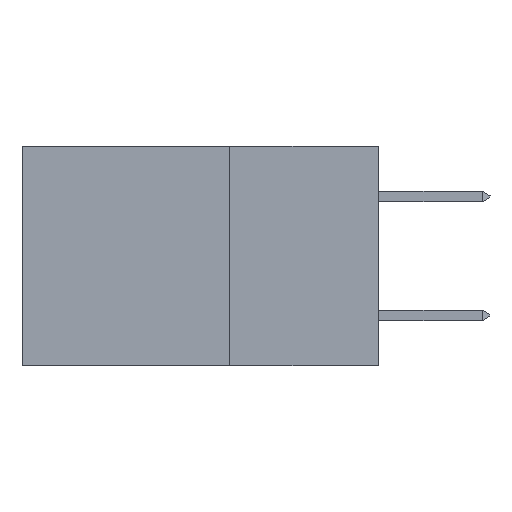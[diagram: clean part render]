
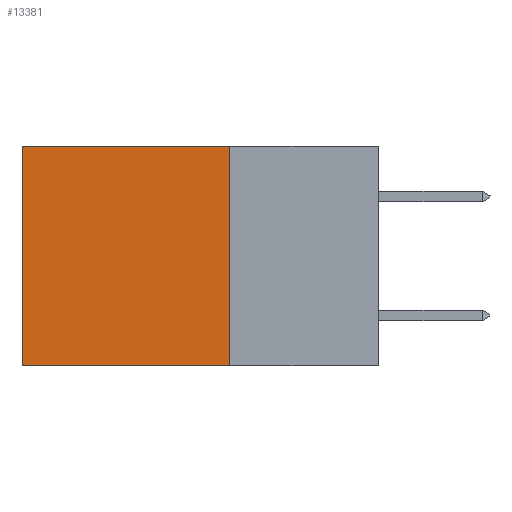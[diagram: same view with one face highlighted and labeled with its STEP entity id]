
A CAD part, left-side view. The second image highlights one B-rep face of the part: STEP entity #13381.
In plain terms, the highlighted planar face has unit normal (-1, 0, 0).
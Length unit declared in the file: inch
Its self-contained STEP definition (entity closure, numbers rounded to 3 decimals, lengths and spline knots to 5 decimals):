
#1828 = CARTESIAN_POINT ( 'NONE',  ( 0.2615, 0.25, 0. ) ) ;
#2669 = CARTESIAN_POINT ( 'NONE',  ( 0.2615, 0.25, -0.37 ) ) ;
#2838 = FACE_OUTER_BOUND ( 'NONE', #10186, .T. ) ;
#3296 = VECTOR ( 'NONE', #24533, 39.37008 ) ;
#5237 = DIRECTION ( 'NONE',  ( 0., 0., -1. ) ) ;
#5806 = DIRECTION ( 'NONE',  ( 0., 1., 0. ) ) ;
#6790 = VECTOR ( 'NONE', #5806, 39.37008 ) ;
#8025 = VERTEX_POINT ( 'NONE', #12089 ) ;
#8555 = LINE ( 'NONE', #2669, #20971 ) ;
#10186 = EDGE_LOOP ( 'NONE', ( #16559, #19435, #11603, #13237 ) ) ;
#10854 = CARTESIAN_POINT ( 'NONE',  ( 0.2615, 0.25, -0.37 ) ) ;
#11111 = CARTESIAN_POINT ( 'NONE',  ( 0.2615, 0.25, -0.37 ) ) ;
#11379 = EDGE_CURVE ( 'NONE', #8025, #13302, #18510, .T. ) ;
#11514 = VERTEX_POINT ( 'NONE', #1828 ) ;
#11603 = ORIENTED_EDGE ( 'NONE', *, *, #24327, .F. ) ;
#12089 = CARTESIAN_POINT ( 'NONE',  ( 0.2615, 0.6, 0. ) ) ;
#13237 = ORIENTED_EDGE ( 'NONE', *, *, #15211, .T. ) ;
#13302 = VERTEX_POINT ( 'NONE', #19505 ) ;
#13311 = LINE ( 'NONE', #20961, #6790 ) ;
#13381 = ADVANCED_FACE ( 'NONE', ( #2838 ), #14239, .F. ) ;
#14239 = PLANE ( 'NONE',  #19138 ) ;
#14621 = LINE ( 'NONE', #11111, #3296 ) ;
#14741 = CARTESIAN_POINT ( 'NONE',  ( 0.2615, 0.6, -0.37 ) ) ;
#15211 = EDGE_CURVE ( 'NONE', #11514, #8025, #13311, .T. ) ;
#16559 = ORIENTED_EDGE ( 'NONE', *, *, #11379, .T. ) ;
#17575 = DIRECTION ( 'NONE',  ( 0., 0., -1. ) ) ;
#18132 = DIRECTION ( 'NONE',  ( 0., 0., -1. ) ) ;
#18510 = LINE ( 'NONE', #14741, #21880 ) ;
#19138 = AXIS2_PLACEMENT_3D ( 'NONE', #10854, #21888, #18132 ) ;
#19435 = ORIENTED_EDGE ( 'NONE', *, *, #19579, .F. ) ;
#19505 = CARTESIAN_POINT ( 'NONE',  ( 0.2615, 0.6, -0.37 ) ) ;
#19579 = EDGE_CURVE ( 'NONE', #19823, #13302, #14621, .T. ) ;
#19823 = VERTEX_POINT ( 'NONE', #21382 ) ;
#20961 = CARTESIAN_POINT ( 'NONE',  ( 0.2615, 0.25, 0. ) ) ;
#20971 = VECTOR ( 'NONE', #17575, 39.37008 ) ;
#21382 = CARTESIAN_POINT ( 'NONE',  ( 0.2615, 0.25, -0.37 ) ) ;
#21880 = VECTOR ( 'NONE', #5237, 39.37008 ) ;
#21888 = DIRECTION ( 'NONE',  ( 1., 0., 0. ) ) ;
#24327 = EDGE_CURVE ( 'NONE', #11514, #19823, #8555, .T. ) ;
#24533 = DIRECTION ( 'NONE',  ( 0., 1., 0. ) ) ;
